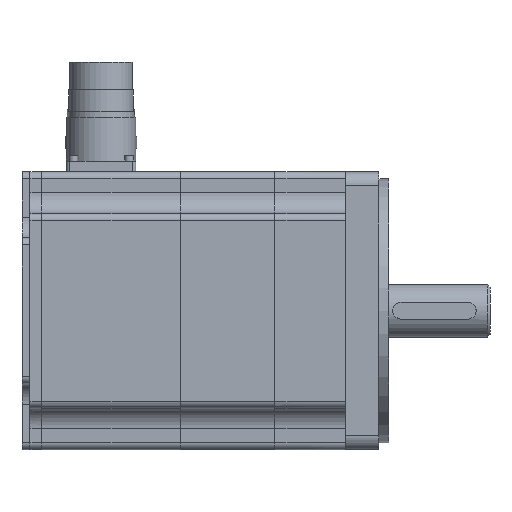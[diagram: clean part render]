
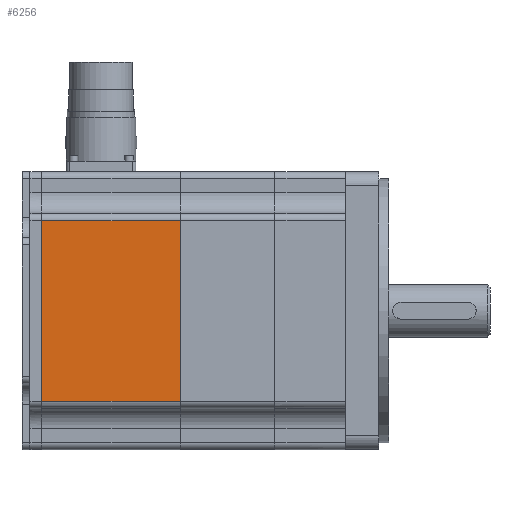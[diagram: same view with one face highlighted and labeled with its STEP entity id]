
A CAD part, front view. The second image highlights one B-rep face of the part: STEP entity #6256.
In plain terms, the highlighted planar face has unit normal (0, -1, 0).
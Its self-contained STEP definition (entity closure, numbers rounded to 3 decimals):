
#5768=CARTESIAN_POINT('POINT4267',(-109.475,-50.025,
   -32.525));
#5769=VERTEX_POINT('VERTEX4267',#5768);
#5777=CARTESIAN_POINT('POINT4268',(-109.475,-50.025,
   32.525));
#5778=VERTEX_POINT('VERTEX4268',#5777);
#5779=CARTESIAN_POINT('POS7470',(-109.475,-50.025,
   -32.525));
#5780=DIRECTION('DIR11675',(0.,0.,1.));
#5781=VECTOR('VEC3265',#5780,25.4);
#5782=LINE('STRAIGHT3265',#5779,#5781);
#5783=EDGE_CURVE('EDGE6565',#5769,#5778,#5782,.T.);
#6208=CARTESIAN_POINT('POINT4293',(-59.6,-50.025,
   -32.525));
#6209=VERTEX_POINT('VERTEX4293',#6208);
#6217=CARTESIAN_POINT('POS7518',(-109.475,-50.025,
   -32.525));
#6218=DIRECTION('DIR11747',(1.,0.,0.));
#6219=VECTOR('VEC3289',#6218,25.4);
#6220=LINE('STRAIGHT3289',#6217,#6219);
#6221=EDGE_CURVE('EDGE6604',#5769,#6209,#6220,.T.);
#6233=CARTESIAN_POINT('POINT4294',(-59.6,-50.025,
   32.525));
#6234=VERTEX_POINT('VERTEX4294',#6233);
#6235=CARTESIAN_POINT('POS7520',(-59.6,-50.025,
   -32.525));
#6236=DIRECTION('DIR11750',(0.,0.,1.));
#6237=VECTOR('VEC3290',#6236,25.4);
#6238=LINE('STRAIGHT3290',#6235,#6237);
#6239=EDGE_CURVE('EDGE6605',#6209,#6234,#6238,.T.);
#6240=ORIENTED_EDGE('COEDGE13163',*,*,#6239,.T.);
#6241=CARTESIAN_POINT('POS7521',(-109.475,-50.025,
   32.525));
#6242=DIRECTION('DIR11751',(1.,0.,0.));
#6243=VECTOR('VEC3291',#6242,25.4);
#6244=LINE('STRAIGHT3291',#6241,#6243);
#6245=EDGE_CURVE('EDGE6606',#5778,#6234,#6244,.T.);
#6246=ORIENTED_EDGE('COEDGE13164',*,*,#6245,.F.);
#6247=ORIENTED_EDGE('COEDGE13165',*,*,#5783,.F.);
#6248=ORIENTED_EDGE('COEDGE13166',*,*,#6221,.T.);
#6249=EDGE_LOOP('NONE',(#6240,#6246,#6247,#6248));
#6250=FACE_BOUND('LOOP1',#6249,.T.);
#6251=CARTESIAN_POINT('POS7522',(-109.475,-50.025,
   -32.525));
#6252=DIRECTION('DIR11752',(0.,-1.,0.));
#6253=DIRECTION('DIR11753',(1.,0.,0.));
#6254=AXIS2_PLACEMENT_3D('AXIS4231',#6251,#6252,#6253);
#6255=PLANE('PLANE1043',#6254);
#6256=ADVANCED_FACE('FACE2761',(#6250),#6255,.T.);
